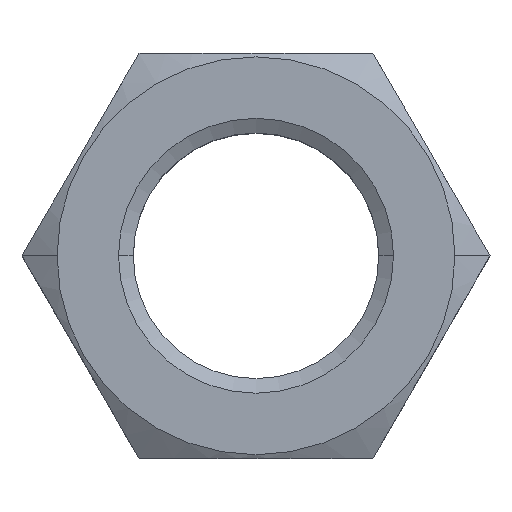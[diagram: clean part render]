
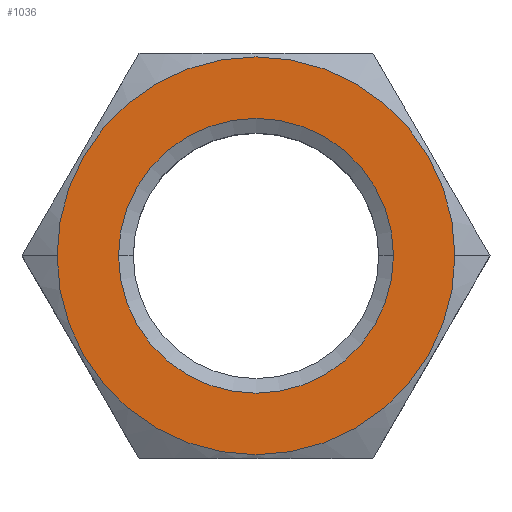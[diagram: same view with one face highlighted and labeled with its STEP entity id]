
A CAD part, top view. The second image highlights one B-rep face of the part: STEP entity #1036.
In plain terms, the highlighted planar face has unit normal (0, 0, 1).
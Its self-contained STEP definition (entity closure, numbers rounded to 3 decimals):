
#60 = AXIS2_PLACEMENT_3D ( 'NONE', #2124, #421, #529 ) ;
#127 = FACE_OUTER_BOUND ( 'NONE', #944, .T. ) ;
#219 = DIRECTION ( 'NONE',  ( 1., 0., 0. ) ) ;
#230 = DIRECTION ( 'NONE',  ( 0., 0., -1. ) ) ;
#248 = CARTESIAN_POINT ( 'NONE',  ( 0., 0., 0. ) ) ;
#421 = DIRECTION ( 'NONE',  ( 0., 0., -1. ) ) ;
#460 = AXIS2_PLACEMENT_3D ( 'NONE', #2303, #1897, #2609 ) ;
#499 = CARTESIAN_POINT ( 'NONE',  ( 11.836, -20.5, 0. ) ) ;
#515 = AXIS2_PLACEMENT_3D ( 'NONE', #248, #230, #219 ) ;
#529 = DIRECTION ( 'NONE',  ( 1., 0., 0. ) ) ;
#732 = DIRECTION ( 'NONE',  ( 0., 0., -1. ) ) ;
#776 = EDGE_CURVE ( 'NONE', #2084, #1984, #2872, .T. ) ;
#779 = FACE_BOUND ( 'NONE', #3169, .T. ) ;
#944 = EDGE_LOOP ( 'NONE', ( #2879, #2252 ) ) ;
#973 = PLANE ( 'NONE',  #1876 ) ;
#1036 = ADVANCED_FACE ( 'NONE', ( #779, #127 ), #973, .T. ) ;
#1086 = VERTEX_POINT ( 'NONE', #2132 ) ;
#1157 = VERTEX_POINT ( 'NONE', #1274 ) ;
#1274 = CARTESIAN_POINT ( 'NONE',  ( 20.125, 0., 0. ) ) ;
#1378 = CARTESIAN_POINT ( 'NONE',  ( 13.905, 0., 0. ) ) ;
#1743 = EDGE_CURVE ( 'NONE', #1157, #1086, #3070, .T. ) ;
#1876 = AXIS2_PLACEMENT_3D ( 'NONE', #499, #2518, #2477 ) ;
#1897 = DIRECTION ( 'NONE',  ( 0., 0., -1. ) ) ;
#1971 = EDGE_CURVE ( 'NONE', #1984, #2084, #2437, .T. ) ;
#1984 = VERTEX_POINT ( 'NONE', #1378 ) ;
#2074 = CIRCLE ( 'NONE', #2137, 20.125 ) ;
#2084 = VERTEX_POINT ( 'NONE', #2870 ) ;
#2105 = ORIENTED_EDGE ( 'NONE', *, *, #1971, .T. ) ;
#2124 = CARTESIAN_POINT ( 'NONE',  ( 0., 0., 0. ) ) ;
#2132 = CARTESIAN_POINT ( 'NONE',  ( -20.125, 0., 0. ) ) ;
#2137 = AXIS2_PLACEMENT_3D ( 'NONE', #2503, #732, #2729 ) ;
#2175 = EDGE_CURVE ( 'NONE', #1086, #1157, #2074, .T. ) ;
#2252 = ORIENTED_EDGE ( 'NONE', *, *, #1743, .F. ) ;
#2303 = CARTESIAN_POINT ( 'NONE',  ( 0., 0., 0. ) ) ;
#2437 = CIRCLE ( 'NONE', #60, 13.905 ) ;
#2477 = DIRECTION ( 'NONE',  ( 1., 0., 0. ) ) ;
#2503 = CARTESIAN_POINT ( 'NONE',  ( 0., 0., 0. ) ) ;
#2518 = DIRECTION ( 'NONE',  ( 0., 0., 1. ) ) ;
#2609 = DIRECTION ( 'NONE',  ( -1., 0., 0. ) ) ;
#2729 = DIRECTION ( 'NONE',  ( -1., 0., 0. ) ) ;
#2870 = CARTESIAN_POINT ( 'NONE',  ( -13.905, 0., 0. ) ) ;
#2872 = CIRCLE ( 'NONE', #515, 13.905 ) ;
#2879 = ORIENTED_EDGE ( 'NONE', *, *, #2175, .F. ) ;
#2976 = ORIENTED_EDGE ( 'NONE', *, *, #776, .T. ) ;
#3070 = CIRCLE ( 'NONE', #460, 20.125 ) ;
#3169 = EDGE_LOOP ( 'NONE', ( #2105, #2976 ) ) ;
